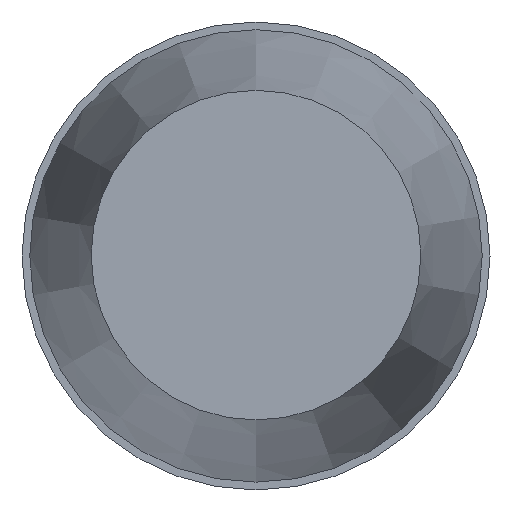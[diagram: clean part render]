
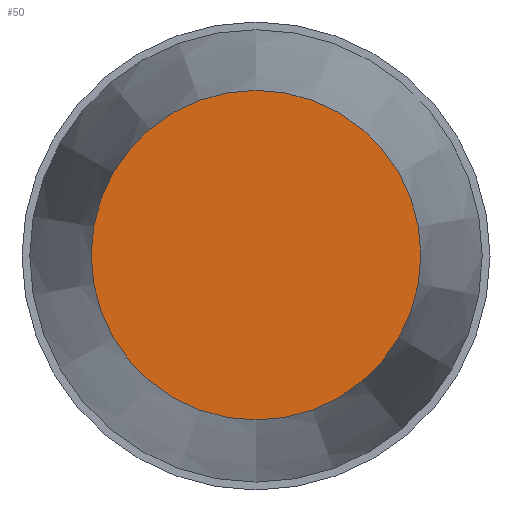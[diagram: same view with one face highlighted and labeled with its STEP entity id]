
A CAD part, top view. The second image highlights one B-rep face of the part: STEP entity #50.
In plain terms, the highlighted planar face has unit normal (0, 0, 1).
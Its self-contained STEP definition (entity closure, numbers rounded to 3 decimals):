
#50=ADVANCED_FACE('',(#64),#59,.F.);
#59=PLANE('',#144);
#64=FACE_OUTER_BOUND('',#66,.T.);
#66=EDGE_LOOP('',(#82));
#82=ORIENTED_EDGE('',*,*,#106,.F.);
#98=VERTEX_POINT('',#207);
#106=EDGE_CURVE('',#98,#98,#114,.T.);
#114=CIRCLE('',#143,11.657);
#143=AXIS2_PLACEMENT_3D('',#206,#168,#169);
#144=AXIS2_PLACEMENT_3D('',#208,#170,#171);
#168=DIRECTION('',(0.,0.,-1.));
#169=DIRECTION('',(0.,1.,0.));
#170=DIRECTION('',(0.,0.,-1.));
#171=DIRECTION('',(0.,1.,0.));
#206=CARTESIAN_POINT('',(0.,0.,30.9));
#207=CARTESIAN_POINT('',(0.,11.657,30.9));
#208=CARTESIAN_POINT('',(0.,0.,30.9));
